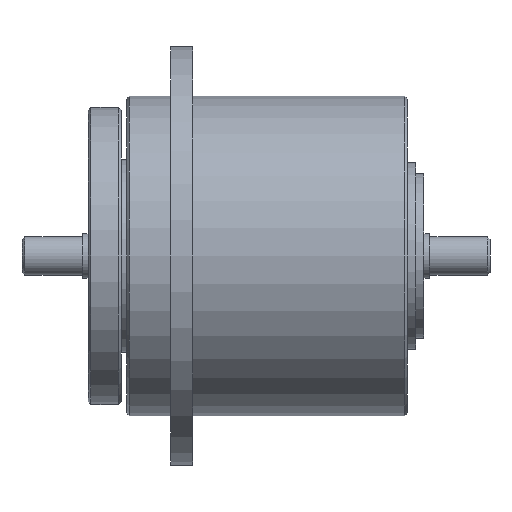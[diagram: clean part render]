
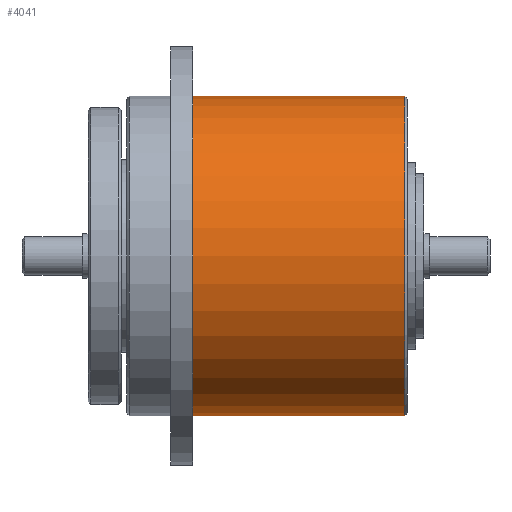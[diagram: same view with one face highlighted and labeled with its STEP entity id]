
A CAD part, front view. The second image highlights one B-rep face of the part: STEP entity #4041.
In plain terms, the highlighted cylindrical face has radius 29 mm (diameter 58 mm), a partial arc.
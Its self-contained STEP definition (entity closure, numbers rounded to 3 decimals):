
#33 = CIRCLE ( 'NONE', #393, 29. ) ;
#182 = CARTESIAN_POINT ( 'NONE',  ( -51.793, 0., 29. ) ) ;
#222 = EDGE_LOOP ( 'NONE', ( #366, #1877, #2599, #1518 ) ) ;
#226 = VERTEX_POINT ( 'NONE', #4547 ) ;
#232 = DIRECTION ( 'NONE',  ( 0., 0., 1. ) ) ;
#366 = ORIENTED_EDGE ( 'NONE', *, *, #586, .F. ) ;
#383 = AXIS2_PLACEMENT_3D ( 'NONE', #2479, #1002, #232 ) ;
#393 = AXIS2_PLACEMENT_3D ( 'NONE', #3797, #4677, #2781 ) ;
#445 = CARTESIAN_POINT ( 'NONE',  ( 4., 0., -29. ) ) ;
#550 = DIRECTION ( 'NONE',  ( 0., 0., 1. ) ) ;
#554 = LINE ( 'NONE', #1397, #4227 ) ;
#586 = EDGE_CURVE ( 'NONE', #1771, #1335, #554, .T. ) ;
#1001 = EDGE_CURVE ( 'NONE', #1335, #2741, #33, .T. ) ;
#1002 = DIRECTION ( 'NONE',  ( -1., 0., 0. ) ) ;
#1200 = VECTOR ( 'NONE', #2105, 1000. ) ;
#1249 = CYLINDRICAL_SURFACE ( 'NONE', #3216, 29. ) ;
#1304 = DIRECTION ( 'NONE',  ( -1., 0., 0. ) ) ;
#1335 = VERTEX_POINT ( 'NONE', #445 ) ;
#1397 = CARTESIAN_POINT ( 'NONE',  ( -51.793, 0., -29. ) ) ;
#1414 = CARTESIAN_POINT ( 'NONE',  ( 42.5, 0., -29. ) ) ;
#1518 = ORIENTED_EDGE ( 'NONE', *, *, #1001, .F. ) ;
#1568 = EDGE_CURVE ( 'NONE', #226, #2741, #3441, .T. ) ;
#1652 = CARTESIAN_POINT ( 'NONE',  ( 4., 0., 29. ) ) ;
#1771 = VERTEX_POINT ( 'NONE', #1414 ) ;
#1839 = DIRECTION ( 'NONE',  ( -1., 0., 0. ) ) ;
#1877 = ORIENTED_EDGE ( 'NONE', *, *, #3616, .T. ) ;
#2105 = DIRECTION ( 'NONE',  ( -1., 0., 0. ) ) ;
#2432 = CARTESIAN_POINT ( 'NONE',  ( -51.793, 0., 0. ) ) ;
#2479 = CARTESIAN_POINT ( 'NONE',  ( 42.5, 0., 0. ) ) ;
#2599 = ORIENTED_EDGE ( 'NONE', *, *, #1568, .T. ) ;
#2681 = CIRCLE ( 'NONE', #383, 29. ) ;
#2741 = VERTEX_POINT ( 'NONE', #1652 ) ;
#2781 = DIRECTION ( 'NONE',  ( 0., 0., 1. ) ) ;
#3216 = AXIS2_PLACEMENT_3D ( 'NONE', #2432, #1304, #550 ) ;
#3441 = LINE ( 'NONE', #182, #1200 ) ;
#3616 = EDGE_CURVE ( 'NONE', #1771, #226, #2681, .T. ) ;
#3797 = CARTESIAN_POINT ( 'NONE',  ( 4., 0., 0. ) ) ;
#4041 = ADVANCED_FACE ( 'NONE', ( #4266 ), #1249, .T. ) ;
#4227 = VECTOR ( 'NONE', #1839, 1000. ) ;
#4266 = FACE_OUTER_BOUND ( 'NONE', #222, .T. ) ;
#4547 = CARTESIAN_POINT ( 'NONE',  ( 42.5, 0., 29. ) ) ;
#4677 = DIRECTION ( 'NONE',  ( -1., 0., 0. ) ) ;
